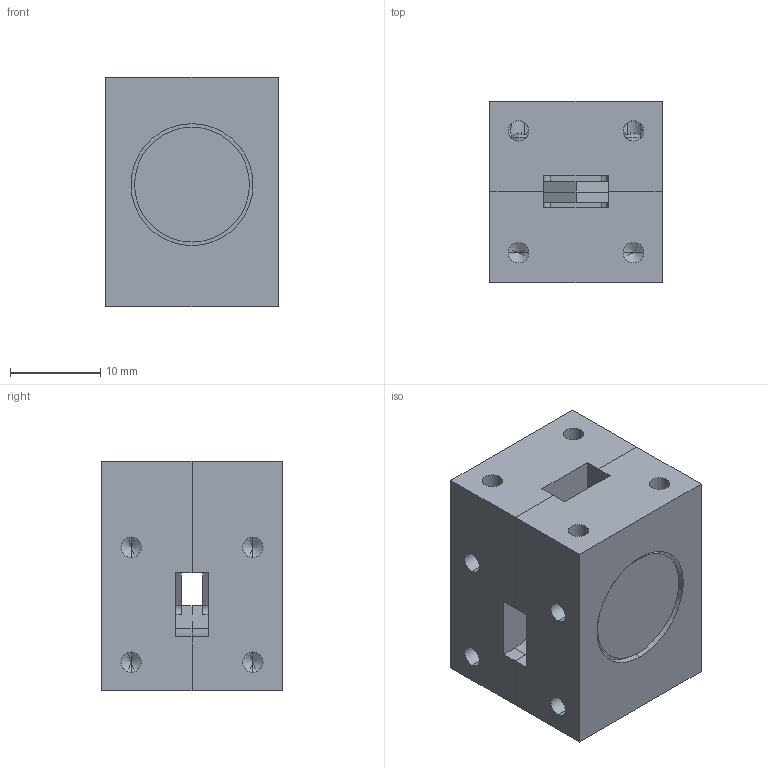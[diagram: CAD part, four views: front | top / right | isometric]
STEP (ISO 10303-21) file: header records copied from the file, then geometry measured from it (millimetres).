
FILE_DESCRIPTION (( 'STEP AP214' ), '1' );
FILE_NAME ('28CJF.STEP', '2023-02-21T22:53:35', ( '' ), ( '' ), 'SwSTEP 2.0', 'SolidWorks 2022', '' );
FILE_SCHEMA (( 'AUTOMOTIVE_DESIGN' ));
Length unit declared in the file: inch
Products named in the file (6): 028527; 28CJF; fillister head screw_ai_CR-FIMS 0.086-56x0.188x0.188-N; 028527-X_028527-2; 028527-X_028527-1; 500501-XX_500501-5
Assembly tree (8 placements, depth 3):
  28CJF
    028527
      028527-X_028527-1
      028527-X_028527-2
      fillister head screw_ai_CR-FIMS 0.086-56x0.188x0.188-N  x3
    500501-XX_500501-5  x2
Bounding box: 19.05 x 20.07 x 25.4 mm (x, y, z)
Volume: 7412.3 mm3; surface area: 5961.6 mm2
Topology: 7 solids, 7 shells, 241 faces, 611 edges, 374 vertices
Faces by surface type: plane 106, cylinder 96, cone 33, sphere 6
Entity records: 6472 total; most frequent: CARTESIAN_POINT 1087, DIRECTION 1082, ORIENTED_EDGE 966, EDGE_CURVE 483, AXIS2_PLACEMENT_3D 403, VERTEX_POINT 314, VECTOR 276, LINE 276
